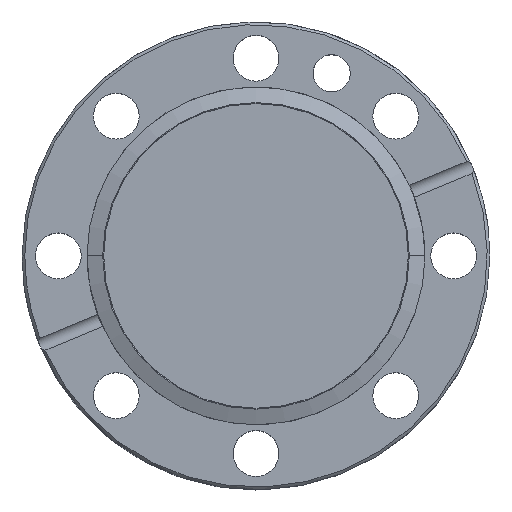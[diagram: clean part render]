
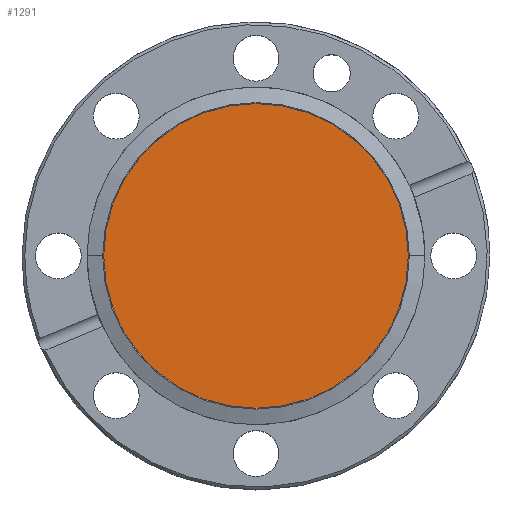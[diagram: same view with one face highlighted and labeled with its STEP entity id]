
A CAD part, top view. The second image highlights one B-rep face of the part: STEP entity #1291.
In plain terms, the highlighted planar face has unit normal (0, 0, 1).
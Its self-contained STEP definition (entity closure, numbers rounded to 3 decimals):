
#24 = AXIS2_PLACEMENT_3D ( 'NONE', #510, #610, #384 ) ;
#66 = CIRCLE ( 'NONE', #199, 27.898 ) ;
#107 = DIRECTION ( 'NONE',  ( 1., 0., 0. ) ) ;
#119 = DIRECTION ( 'NONE',  ( 0., 0., 1. ) ) ;
#125 = CARTESIAN_POINT ( 'NONE',  ( 0., 0., -1.2 ) ) ;
#199 = AXIS2_PLACEMENT_3D ( 'NONE', #125, #119, #107 ) ;
#384 = DIRECTION ( 'NONE',  ( 1., 0., 0. ) ) ;
#402 = PLANE ( 'NONE',  #24 ) ;
#491 = FACE_OUTER_BOUND ( 'NONE', #1024, .T. ) ;
#510 = CARTESIAN_POINT ( 'NONE',  ( 0., 0., -1.2 ) ) ;
#547 = CIRCLE ( 'NONE', #1302, 27.898 ) ;
#610 = DIRECTION ( 'NONE',  ( 0., 0., 1. ) ) ;
#657 = CARTESIAN_POINT ( 'NONE',  ( 27.898, 0., -1.2 ) ) ;
#663 = DIRECTION ( 'NONE',  ( 0., 0., 1. ) ) ;
#757 = DIRECTION ( 'NONE',  ( 1., 0., 0. ) ) ;
#881 = ORIENTED_EDGE ( 'NONE', *, *, #1014, .T. ) ;
#891 = CARTESIAN_POINT ( 'NONE',  ( -27.898, 0., -1.2 ) ) ;
#916 = CARTESIAN_POINT ( 'NONE',  ( 0., 0., -1.2 ) ) ;
#1014 = EDGE_CURVE ( 'NONE', #1395, #1255, #547, .T. ) ;
#1024 = EDGE_LOOP ( 'NONE', ( #881, #1324 ) ) ;
#1255 = VERTEX_POINT ( 'NONE', #891 ) ;
#1291 = ADVANCED_FACE ( 'NONE', ( #491 ), #402, .T. ) ;
#1302 = AXIS2_PLACEMENT_3D ( 'NONE', #916, #663, #757 ) ;
#1324 = ORIENTED_EDGE ( 'NONE', *, *, #1327, .T. ) ;
#1327 = EDGE_CURVE ( 'NONE', #1255, #1395, #66, .T. ) ;
#1395 = VERTEX_POINT ( 'NONE', #657 ) ;
